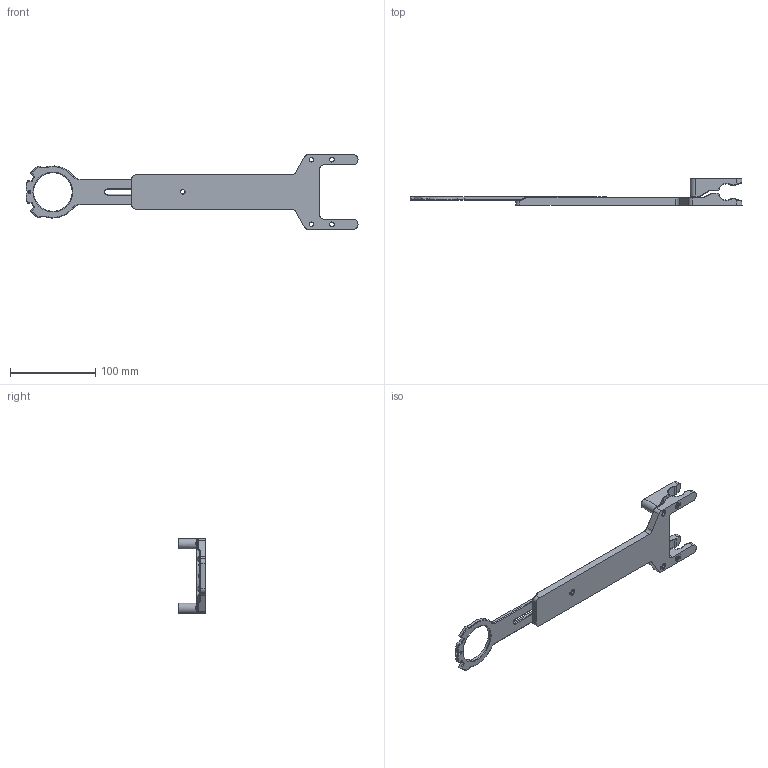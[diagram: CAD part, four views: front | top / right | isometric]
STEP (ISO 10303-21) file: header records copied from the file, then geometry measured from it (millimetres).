
FILE_DESCRIPTION (( 'STEP AP214' ), '1' );
FILE_NAME ('tire_clearance_tool.STEP', '2025-09-25T20:36:33', ( '' ), ( '' ), 'SwSTEP 2.0', 'SolidWorks 2022', '' );
FILE_SCHEMA (( 'AUTOMOTIVE_DESIGN' ));
Length unit declared in the file: millimetre
Products named in the file (4): main_plate; clip; tire_clearance_tool; tire_60_622_MagicMary
Assembly tree (4 placements, depth 2):
  tire_clearance_tool
    main_plate
    tire_60_622_MagicMary
    clip  x2
Bounding box: 388.49 x 31.06 x 87.5 mm (x, y, z)
Volume: 114007.5 mm3; surface area: 53354.8 mm2
Topology: 4 solids, 4 shells, 1457 faces, 3559 edges, 2234 vertices
Faces by surface type: plane 512, bspline 490, cylinder 263, cone 100, torus 84, sphere 8
Entity records: 68012 total; most frequent: CARTESIAN_POINT 37400, ORIENTED_EDGE 6916, DIRECTION 5055, EDGE_CURVE 3458, VERTEX_POINT 2184, VECTOR 1789, LINE 1789, AXIS2_PLACEMENT_3D 1633
